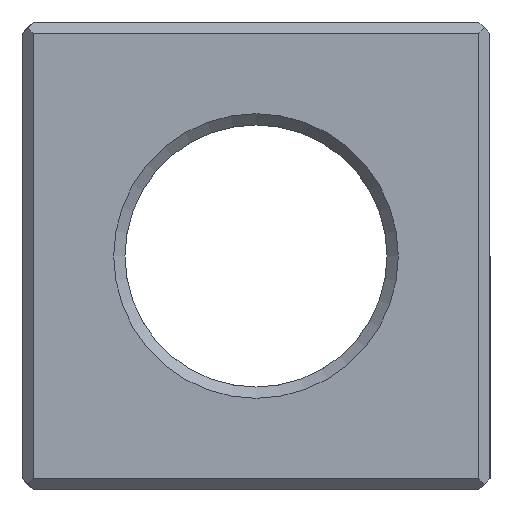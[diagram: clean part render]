
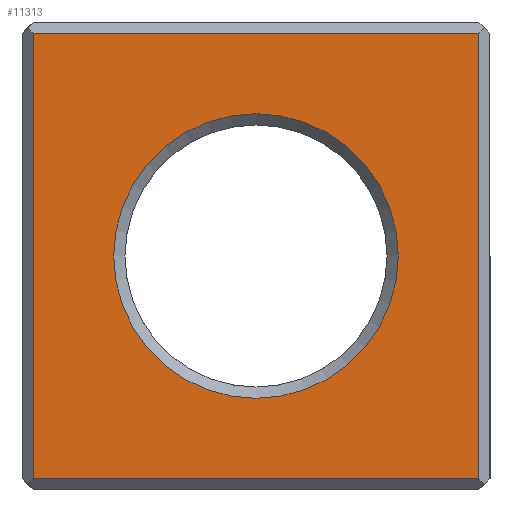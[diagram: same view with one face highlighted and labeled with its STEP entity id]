
A CAD part, left-side view. The second image highlights one B-rep face of the part: STEP entity #11313.
In plain terms, the highlighted planar face has unit normal (-1, 0, 0).
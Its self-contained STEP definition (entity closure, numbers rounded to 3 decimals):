
#72 = PLANE('',#73);
#73 = AXIS2_PLACEMENT_3D('',#74,#75,#76);
#74 = CARTESIAN_POINT('',(0.,0.,0.3));
#75 = DIRECTION('',(-0.707,0.,-0.707));
#76 = DIRECTION('',(0.707,0.,-0.707));
#362 = PLANE('',#363);
#363 = AXIS2_PLACEMENT_3D('',#364,#365,#366);
#364 = CARTESIAN_POINT('',(0.3,12.5,0.));
#365 = DIRECTION('',(0.707,-0.707,0.));
#366 = DIRECTION('',(-0.707,-0.707,0.));
#593 = PLANE('',#594);
#594 = AXIS2_PLACEMENT_3D('',#595,#596,#597);
#595 = CARTESIAN_POINT('',(0.3,0.,0.));
#596 = DIRECTION('',(-0.707,-0.707,0.));
#597 = DIRECTION('',(-0.707,0.707,0.));
#661 = VERTEX_POINT('',#662);
#662 = CARTESIAN_POINT('',(0.,0.3,0.3));
#683 = EDGE_CURVE('',#661,#684,#686,.T.);
#684 = VERTEX_POINT('',#685);
#685 = CARTESIAN_POINT('',(0.,12.2,0.3));
#686 = SURFACE_CURVE('',#687,(#691,#698),.PCURVE_S1.);
#687 = LINE('',#688,#689);
#688 = CARTESIAN_POINT('',(0.,0.,0.3));
#689 = VECTOR('',#690,1.);
#690 = DIRECTION('',(0.,1.,0.));
#691 = PCURVE('',#72,#692);
#692 = DEFINITIONAL_REPRESENTATION('',(#693),#697);
#693 = LINE('',#694,#695);
#694 = CARTESIAN_POINT('',(0.,-0.));
#695 = VECTOR('',#696,1.);
#696 = DIRECTION('',(0.,-1.));
#697 = ( GEOMETRIC_REPRESENTATION_CONTEXT(2) 
PARAMETRIC_REPRESENTATION_CONTEXT() REPRESENTATION_CONTEXT('2D SPACE',''
  ) );
#698 = PCURVE('',#699,#704);
#699 = PLANE('',#700);
#700 = AXIS2_PLACEMENT_3D('',#701,#702,#703);
#701 = CARTESIAN_POINT('',(0.,12.5,0.));
#702 = DIRECTION('',(1.,0.,0.));
#703 = DIRECTION('',(0.,-1.,0.));
#704 = DEFINITIONAL_REPRESENTATION('',(#705),#709);
#705 = LINE('',#706,#707);
#706 = CARTESIAN_POINT('',(12.5,-0.3));
#707 = VECTOR('',#708,1.);
#708 = DIRECTION('',(-1.,0.));
#709 = ( GEOMETRIC_REPRESENTATION_CONTEXT(2) 
PARAMETRIC_REPRESENTATION_CONTEXT() REPRESENTATION_CONTEXT('2D SPACE',''
  ) );
#1346 = VERTEX_POINT('',#1347);
#1347 = CARTESIAN_POINT('',(0.,12.2,12.2));
#1361 = PLANE('',#1362);
#1362 = AXIS2_PLACEMENT_3D('',#1363,#1364,#1365);
#1363 = CARTESIAN_POINT('',(0.3,0.,12.5));
#1364 = DIRECTION('',(-0.707,0.,0.707));
#1365 = DIRECTION('',(-0.707,0.,-0.707));
#1373 = EDGE_CURVE('',#684,#1346,#1374,.T.);
#1374 = SURFACE_CURVE('',#1375,(#1379,#1386),.PCURVE_S1.);
#1375 = LINE('',#1376,#1377);
#1376 = CARTESIAN_POINT('',(0.,12.2,0.));
#1377 = VECTOR('',#1378,1.);
#1378 = DIRECTION('',(0.,0.,1.));
#1379 = PCURVE('',#362,#1380);
#1380 = DEFINITIONAL_REPRESENTATION('',(#1381),#1385);
#1381 = LINE('',#1382,#1383);
#1382 = CARTESIAN_POINT('',(0.424,0.));
#1383 = VECTOR('',#1384,1.);
#1384 = DIRECTION('',(0.,-1.));
#1385 = ( GEOMETRIC_REPRESENTATION_CONTEXT(2) 
PARAMETRIC_REPRESENTATION_CONTEXT() REPRESENTATION_CONTEXT('2D SPACE',''
  ) );
#1386 = PCURVE('',#699,#1387);
#1387 = DEFINITIONAL_REPRESENTATION('',(#1388),#1392);
#1388 = LINE('',#1389,#1390);
#1389 = CARTESIAN_POINT('',(0.3,0.));
#1390 = VECTOR('',#1391,1.);
#1391 = DIRECTION('',(0.,-1.));
#1392 = ( GEOMETRIC_REPRESENTATION_CONTEXT(2) 
PARAMETRIC_REPRESENTATION_CONTEXT() REPRESENTATION_CONTEXT('2D SPACE',''
  ) );
#11270 = VERTEX_POINT('',#11271);
#11271 = CARTESIAN_POINT('',(0.,0.3,12.2));
#11292 = EDGE_CURVE('',#661,#11270,#11293,.T.);
#11293 = SURFACE_CURVE('',#11294,(#11298,#11305),.PCURVE_S1.);
#11294 = LINE('',#11295,#11296);
#11295 = CARTESIAN_POINT('',(0.,0.3,0.));
#11296 = VECTOR('',#11297,1.);
#11297 = DIRECTION('',(0.,0.,1.));
#11298 = PCURVE('',#593,#11299);
#11299 = DEFINITIONAL_REPRESENTATION('',(#11300),#11304);
#11300 = LINE('',#11301,#11302);
#11301 = CARTESIAN_POINT('',(0.424,0.));
#11302 = VECTOR('',#11303,1.);
#11303 = DIRECTION('',(0.,-1.));
#11304 = ( GEOMETRIC_REPRESENTATION_CONTEXT(2) 
PARAMETRIC_REPRESENTATION_CONTEXT() REPRESENTATION_CONTEXT('2D SPACE',''
  ) );
#11305 = PCURVE('',#699,#11306);
#11306 = DEFINITIONAL_REPRESENTATION('',(#11307),#11311);
#11307 = LINE('',#11308,#11309);
#11308 = CARTESIAN_POINT('',(12.2,0.));
#11309 = VECTOR('',#11310,1.);
#11310 = DIRECTION('',(0.,-1.));
#11311 = ( GEOMETRIC_REPRESENTATION_CONTEXT(2) 
PARAMETRIC_REPRESENTATION_CONTEXT() REPRESENTATION_CONTEXT('2D SPACE',''
  ) );
#11313 = ADVANCED_FACE('',(#11314,#11340),#699,.F.);
#11314 = FACE_BOUND('',#11315,.F.);
#11315 = EDGE_LOOP('',(#11316,#11317,#11318,#11319));
#11316 = ORIENTED_EDGE('',*,*,#11292,.F.);
#11317 = ORIENTED_EDGE('',*,*,#683,.T.);
#11318 = ORIENTED_EDGE('',*,*,#1373,.T.);
#11319 = ORIENTED_EDGE('',*,*,#11320,.F.);
#11320 = EDGE_CURVE('',#11270,#1346,#11321,.T.);
#11321 = SURFACE_CURVE('',#11322,(#11326,#11333),.PCURVE_S1.);
#11322 = LINE('',#11323,#11324);
#11323 = CARTESIAN_POINT('',(0.,0.,12.2));
#11324 = VECTOR('',#11325,1.);
#11325 = DIRECTION('',(0.,1.,0.));
#11326 = PCURVE('',#699,#11327);
#11327 = DEFINITIONAL_REPRESENTATION('',(#11328),#11332);
#11328 = LINE('',#11329,#11330);
#11329 = CARTESIAN_POINT('',(12.5,-12.2));
#11330 = VECTOR('',#11331,1.);
#11331 = DIRECTION('',(-1.,0.));
#11332 = ( GEOMETRIC_REPRESENTATION_CONTEXT(2) 
PARAMETRIC_REPRESENTATION_CONTEXT() REPRESENTATION_CONTEXT('2D SPACE',''
  ) );
#11333 = PCURVE('',#1361,#11334);
#11334 = DEFINITIONAL_REPRESENTATION('',(#11335),#11339);
#11335 = LINE('',#11336,#11337);
#11336 = CARTESIAN_POINT('',(0.424,0.));
#11337 = VECTOR('',#11338,1.);
#11338 = DIRECTION('',(0.,-1.));
#11339 = ( GEOMETRIC_REPRESENTATION_CONTEXT(2) 
PARAMETRIC_REPRESENTATION_CONTEXT() REPRESENTATION_CONTEXT('2D SPACE',''
  ) );
#11340 = FACE_BOUND('',#11341,.F.);
#11341 = EDGE_LOOP('',(#11342));
#11342 = ORIENTED_EDGE('',*,*,#11343,.T.);
#11343 = EDGE_CURVE('',#11344,#11344,#11346,.T.);
#11344 = VERTEX_POINT('',#11345);
#11345 = CARTESIAN_POINT('',(0.,2.45,6.25));
#11346 = SURFACE_CURVE('',#11347,(#11352,#11363),.PCURVE_S1.);
#11347 = CIRCLE('',#11348,3.8);
#11348 = AXIS2_PLACEMENT_3D('',#11349,#11350,#11351);
#11349 = CARTESIAN_POINT('',(0.,6.25,6.25));
#11350 = DIRECTION('',(-1.,0.,0.));
#11351 = DIRECTION('',(0.,-1.,0.));
#11352 = PCURVE('',#699,#11353);
#11353 = DEFINITIONAL_REPRESENTATION('',(#11354),#11362);
#11354 = ( BOUNDED_CURVE() B_SPLINE_CURVE(2,(#11355,#11356,#11357,#11358
    ,#11359,#11360,#11361),.UNSPECIFIED.,.T.,.F.) 
B_SPLINE_CURVE_WITH_KNOTS((1,2,2,2,2,1),(-2.094,0.,
    2.094,4.189,6.283,8.378),
.UNSPECIFIED.) CURVE() GEOMETRIC_REPRESENTATION_ITEM() 
RATIONAL_B_SPLINE_CURVE((1.,0.5,1.,0.5,1.,0.5,1.)) REPRESENTATION_ITEM(
  '') );
#11355 = CARTESIAN_POINT('',(10.05,-6.25));
#11356 = CARTESIAN_POINT('',(10.05,-12.832));
#11357 = CARTESIAN_POINT('',(4.35,-9.541));
#11358 = CARTESIAN_POINT('',(-1.35,-6.25));
#11359 = CARTESIAN_POINT('',(4.35,-2.959));
#11360 = CARTESIAN_POINT('',(10.05,0.332));
#11361 = CARTESIAN_POINT('',(10.05,-6.25));
#11362 = ( GEOMETRIC_REPRESENTATION_CONTEXT(2) 
PARAMETRIC_REPRESENTATION_CONTEXT() REPRESENTATION_CONTEXT('2D SPACE',''
  ) );
#11363 = PCURVE('',#11364,#11369);
#11364 = CONICAL_SURFACE('',#11365,3.5,0.785);
#11365 = AXIS2_PLACEMENT_3D('',#11366,#11367,#11368);
#11366 = CARTESIAN_POINT('',(0.3,6.25,6.25));
#11367 = DIRECTION('',(-1.,-0.,-0.));
#11368 = DIRECTION('',(0.,-1.,0.));
#11369 = DEFINITIONAL_REPRESENTATION('',(#11370),#11374);
#11370 = LINE('',#11371,#11372);
#11371 = CARTESIAN_POINT('',(-0.,0.3));
#11372 = VECTOR('',#11373,1.);
#11373 = DIRECTION('',(1.,-0.));
#11374 = ( GEOMETRIC_REPRESENTATION_CONTEXT(2) 
PARAMETRIC_REPRESENTATION_CONTEXT() REPRESENTATION_CONTEXT('2D SPACE',''
  ) );
